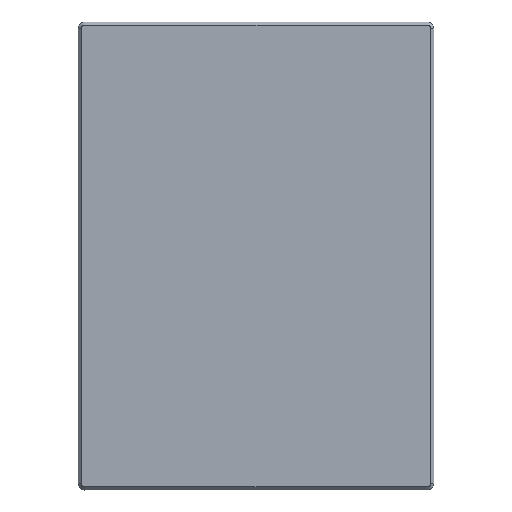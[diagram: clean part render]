
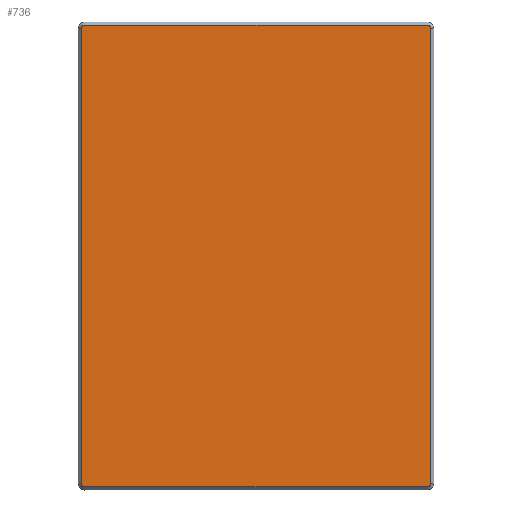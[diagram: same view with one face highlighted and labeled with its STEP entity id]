
A CAD part, top view. The second image highlights one B-rep face of the part: STEP entity #736.
In plain terms, the highlighted planar face has unit normal (0, 0, 1).
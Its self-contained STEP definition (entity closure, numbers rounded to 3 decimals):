
#29 = VERTEX_POINT ( 'NONE', #387 ) ;
#31 = ORIENTED_EDGE ( 'NONE', *, *, #406, .F. ) ;
#44 = EDGE_CURVE ( 'NONE', #668, #560, #609, .T. ) ;
#49 = CARTESIAN_POINT ( 'NONE',  ( -55.43, 0.486, 331.292 ) ) ;
#76 = CARTESIAN_POINT ( 'NONE',  ( -54.43, 72.346, 331.292 ) ) ;
#95 = DIRECTION ( 'NONE',  ( 1., 0., 0. ) ) ;
#108 = CARTESIAN_POINT ( 'NONE',  ( -54.43, -73.346, 331.292 ) ) ;
#126 = VECTOR ( 'NONE', #1007, 1000. ) ;
#135 = EDGE_CURVE ( 'NONE', #560, #570, #718, .T. ) ;
#148 = CARTESIAN_POINT ( 'NONE',  ( -0.099, 0.486, 331.292 ) ) ;
#164 = EDGE_CURVE ( 'NONE', #1088, #1270, #576, .T. ) ;
#216 = DIRECTION ( 'NONE',  ( 0., 0., -1. ) ) ;
#241 = PLANE ( 'NONE',  #608 ) ;
#330 = CARTESIAN_POINT ( 'NONE',  ( -55.43, -72.346, 331.292 ) ) ;
#350 = FACE_OUTER_BOUND ( 'NONE', #683, .T. ) ;
#365 = DIRECTION ( 'NONE',  ( -1., 0., 0. ) ) ;
#378 = LINE ( 'NONE', #896, #1063 ) ;
#387 = CARTESIAN_POINT ( 'NONE',  ( 55.43, -72.346, 331.292 ) ) ;
#406 = EDGE_CURVE ( 'NONE', #1189, #1088, #1336, .T. ) ;
#417 = DIRECTION ( 'NONE',  ( 0., 0., -1. ) ) ;
#503 = CARTESIAN_POINT ( 'NONE',  ( -0.099, 73.346, 331.292 ) ) ;
#514 = VECTOR ( 'NONE', #365, 1000. ) ;
#515 = AXIS2_PLACEMENT_3D ( 'NONE', #1361, #216, #1060 ) ;
#517 = DIRECTION ( 'NONE',  ( -1., 0., 0. ) ) ;
#533 = CIRCLE ( 'NONE', #515, 1. ) ;
#558 = EDGE_CURVE ( 'NONE', #29, #668, #533, .T. ) ;
#560 = VERTEX_POINT ( 'NONE', #108 ) ;
#570 = VERTEX_POINT ( 'NONE', #330 ) ;
#576 = CIRCLE ( 'NONE', #629, 1. ) ;
#582 = AXIS2_PLACEMENT_3D ( 'NONE', #76, #1126, #1339 ) ;
#608 = AXIS2_PLACEMENT_3D ( 'NONE', #148, #663, #807 ) ;
#609 = LINE ( 'NONE', #1121, #514 ) ;
#629 = AXIS2_PLACEMENT_3D ( 'NONE', #730, #417, #1252 ) ;
#653 = VERTEX_POINT ( 'NONE', #1080 ) ;
#663 = DIRECTION ( 'NONE',  ( 0., 0., -1. ) ) ;
#668 = VERTEX_POINT ( 'NONE', #707 ) ;
#671 = ORIENTED_EDGE ( 'NONE', *, *, #558, .F. ) ;
#683 = EDGE_LOOP ( 'NONE', ( #796, #893, #671, #1009, #1117, #31, #1219, #1223 ) ) ;
#707 = CARTESIAN_POINT ( 'NONE',  ( 54.43, -73.346, 331.292 ) ) ;
#718 = CIRCLE ( 'NONE', #1320, 1. ) ;
#730 = CARTESIAN_POINT ( 'NONE',  ( 54.43, 72.346, 331.292 ) ) ;
#736 = ADVANCED_FACE ( 'NONE', ( #350 ), #241, .F. ) ;
#738 = CARTESIAN_POINT ( 'NONE',  ( 55.43, 72.346, 331.292 ) ) ;
#755 = VECTOR ( 'NONE', #95, 1000. ) ;
#796 = ORIENTED_EDGE ( 'NONE', *, *, #135, .F. ) ;
#807 = DIRECTION ( 'NONE',  ( -1., 0., 0. ) ) ;
#832 = EDGE_CURVE ( 'NONE', #653, #1189, #1368, .T. ) ;
#893 = ORIENTED_EDGE ( 'NONE', *, *, #44, .F. ) ;
#896 = CARTESIAN_POINT ( 'NONE',  ( 55.43, 0.486, 331.292 ) ) ;
#939 = DIRECTION ( 'NONE',  ( 0., 0., -1. ) ) ;
#1007 = DIRECTION ( 'NONE',  ( 0., 1., 0. ) ) ;
#1009 = ORIENTED_EDGE ( 'NONE', *, *, #1202, .F. ) ;
#1060 = DIRECTION ( 'NONE',  ( -1., 0., 0. ) ) ;
#1063 = VECTOR ( 'NONE', #1307, 1000. ) ;
#1080 = CARTESIAN_POINT ( 'NONE',  ( -55.43, 72.346, 331.292 ) ) ;
#1088 = VERTEX_POINT ( 'NONE', #1355 ) ;
#1096 = CARTESIAN_POINT ( 'NONE',  ( -54.43, 73.346, 331.292 ) ) ;
#1117 = ORIENTED_EDGE ( 'NONE', *, *, #164, .F. ) ;
#1121 = CARTESIAN_POINT ( 'NONE',  ( -0.099, -73.346, 331.292 ) ) ;
#1126 = DIRECTION ( 'NONE',  ( 0., 0., -1. ) ) ;
#1189 = VERTEX_POINT ( 'NONE', #1096 ) ;
#1202 = EDGE_CURVE ( 'NONE', #1270, #29, #378, .T. ) ;
#1213 = EDGE_CURVE ( 'NONE', #570, #653, #1301, .T. ) ;
#1219 = ORIENTED_EDGE ( 'NONE', *, *, #832, .F. ) ;
#1223 = ORIENTED_EDGE ( 'NONE', *, *, #1213, .F. ) ;
#1252 = DIRECTION ( 'NONE',  ( -1., 0., 0. ) ) ;
#1270 = VERTEX_POINT ( 'NONE', #738 ) ;
#1301 = LINE ( 'NONE', #49, #126 ) ;
#1307 = DIRECTION ( 'NONE',  ( 0., -1., 0. ) ) ;
#1320 = AXIS2_PLACEMENT_3D ( 'NONE', #1335, #939, #517 ) ;
#1335 = CARTESIAN_POINT ( 'NONE',  ( -54.43, -72.346, 331.292 ) ) ;
#1336 = LINE ( 'NONE', #503, #755 ) ;
#1339 = DIRECTION ( 'NONE',  ( -1., 0., 0. ) ) ;
#1355 = CARTESIAN_POINT ( 'NONE',  ( 54.43, 73.346, 331.292 ) ) ;
#1361 = CARTESIAN_POINT ( 'NONE',  ( 54.43, -72.346, 331.292 ) ) ;
#1368 = CIRCLE ( 'NONE', #582, 1. ) ;
